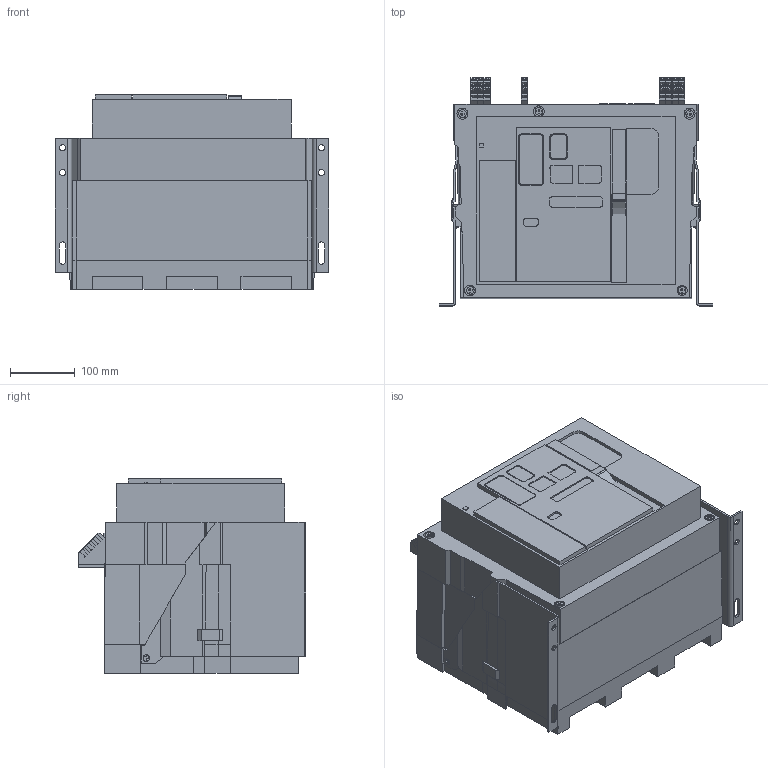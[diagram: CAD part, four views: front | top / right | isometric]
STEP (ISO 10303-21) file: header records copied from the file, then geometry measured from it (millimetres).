
FILE_DESCRIPTION(('STEP AP203'),'1');
FILE_NAME('lv864962.stp','2019-09-05T12:56:50',('TraceParts'),('TraceParts S.A.'),'Spatial InterOp 3D',' ',' ');
FILE_SCHEMA(('CONFIG_CONTROL_DESIGN'));
Length unit declared in the file: millimetre
Products named in the file (1): 1
Bounding box: 422 x 352.19 x 300.65 mm (x, y, z)
Volume: 29344605.4 mm3; surface area: 1603168.9 mm2
Topology: 35 solids, 35 shells, 1570 faces, 3978 edges, 2649 vertices
Faces by surface type: plane 1178, cylinder 374, extrusion 18
Entity records: 47730 total; most frequent: CARTESIAN_POINT 8700, ORIENTED_EDGE 7956, DIRECTION 7876, EDGE_CURVE 3978, VECTOR 3198, LINE 3180, VERTEX_POINT 2649, AXIS2_PLACEMENT_3D 2339
